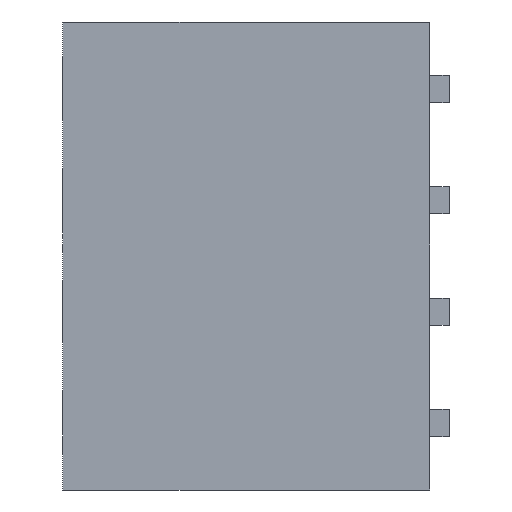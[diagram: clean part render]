
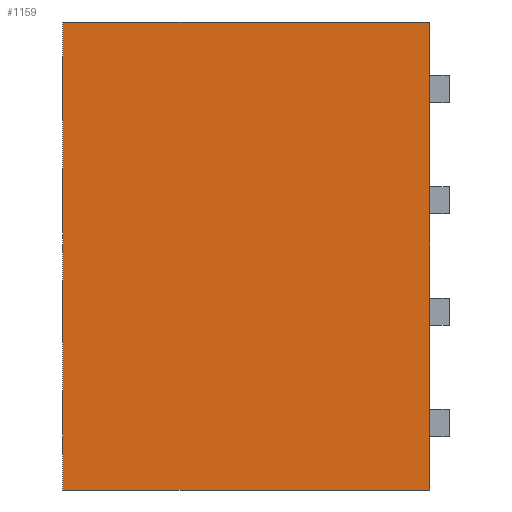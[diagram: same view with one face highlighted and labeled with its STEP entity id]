
A CAD part, left-side view. The second image highlights one B-rep face of the part: STEP entity #1159.
In plain terms, the highlighted planar face has unit normal (-1, 0, 0).
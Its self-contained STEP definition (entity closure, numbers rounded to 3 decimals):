
#81=FACE_OUTER_BOUND('',#151,.T.);
#151=EDGE_LOOP('',(#991,#992,#993,#994,#995,#996,#997,#998));
#174=LINE('',#1575,#330);
#247=LINE('',#1722,#403);
#283=LINE('',#1798,#439);
#301=LINE('',#1836,#457);
#302=LINE('',#1839,#458);
#303=LINE('',#1840,#459);
#304=LINE('',#1841,#460);
#305=LINE('',#1842,#461);
#330=VECTOR('',#1278,10.);
#403=VECTOR('',#1409,10.);
#439=VECTOR('',#1481,10.);
#457=VECTOR('',#1515,10.);
#458=VECTOR('',#1518,10.);
#459=VECTOR('',#1519,10.);
#460=VECTOR('',#1520,10.);
#461=VECTOR('',#1521,10.);
#480=VERTEX_POINT('',#1572);
#481=VERTEX_POINT('',#1574);
#521=VERTEX_POINT('',#1703);
#526=VERTEX_POINT('',#1717);
#543=VERTEX_POINT('',#1779);
#548=VERTEX_POINT('',#1793);
#559=VERTEX_POINT('',#1832);
#561=VERTEX_POINT('',#1838);
#582=EDGE_CURVE('',#480,#481,#174,.T.);
#655=EDGE_CURVE('',#526,#521,#247,.T.);
#691=EDGE_CURVE('',#548,#543,#283,.T.);
#709=EDGE_CURVE('',#559,#481,#301,.T.);
#710=EDGE_CURVE('',#561,#526,#302,.T.);
#711=EDGE_CURVE('',#521,#548,#303,.T.);
#712=EDGE_CURVE('',#543,#559,#304,.T.);
#713=EDGE_CURVE('',#561,#480,#305,.T.);
#991=ORIENTED_EDGE('',*,*,#710,.T.);
#992=ORIENTED_EDGE('',*,*,#655,.T.);
#993=ORIENTED_EDGE('',*,*,#711,.T.);
#994=ORIENTED_EDGE('',*,*,#691,.T.);
#995=ORIENTED_EDGE('',*,*,#712,.T.);
#996=ORIENTED_EDGE('',*,*,#709,.T.);
#997=ORIENTED_EDGE('',*,*,#582,.F.);
#998=ORIENTED_EDGE('',*,*,#713,.F.);
#1093=PLANE('',#1239);
#1159=ADVANCED_FACE('',(#81),#1093,.T.);
#1239=AXIS2_PLACEMENT_3D('',#1837,#1516,#1517);
#1278=DIRECTION('',(0.,0.,1.));
#1409=DIRECTION('',(0.,0.,1.));
#1481=DIRECTION('',(0.,0.,1.));
#1515=DIRECTION('',(0.,1.,0.));
#1516=DIRECTION('center_axis',(-1.,0.,0.));
#1517=DIRECTION('ref_axis',(0.,0.,1.));
#1518=DIRECTION('',(0.,0.,1.));
#1519=DIRECTION('',(0.,0.,1.));
#1520=DIRECTION('',(0.,0.,1.));
#1521=DIRECTION('',(0.,1.,0.));
#1572=CARTESIAN_POINT('',(-1.175,8.37,-5.34));
#1574=CARTESIAN_POINT('',(-1.175,8.37,5.34));
#1575=CARTESIAN_POINT('',(-1.175,8.37,-5.34));
#1703=CARTESIAN_POINT('',(-1.175,0.,-3.5));
#1717=CARTESIAN_POINT('',(-1.175,0.,-4.12));
#1722=CARTESIAN_POINT('',(-1.175,0.,-5.34));
#1779=CARTESIAN_POINT('',(-1.175,0.,1.58));
#1793=CARTESIAN_POINT('',(-1.175,0.,0.96));
#1798=CARTESIAN_POINT('',(-1.175,0.,-5.34));
#1832=CARTESIAN_POINT('',(-1.175,0.,5.34));
#1836=CARTESIAN_POINT('',(-1.175,0.,5.34));
#1837=CARTESIAN_POINT('Origin',(-1.175,0.,-5.34));
#1838=CARTESIAN_POINT('',(-1.175,0.,-5.34));
#1839=CARTESIAN_POINT('',(-1.175,0.,-5.34));
#1840=CARTESIAN_POINT('',(-1.175,0.,-5.34));
#1841=CARTESIAN_POINT('',(-1.175,0.,-5.34));
#1842=CARTESIAN_POINT('',(-1.175,0.,-5.34));
